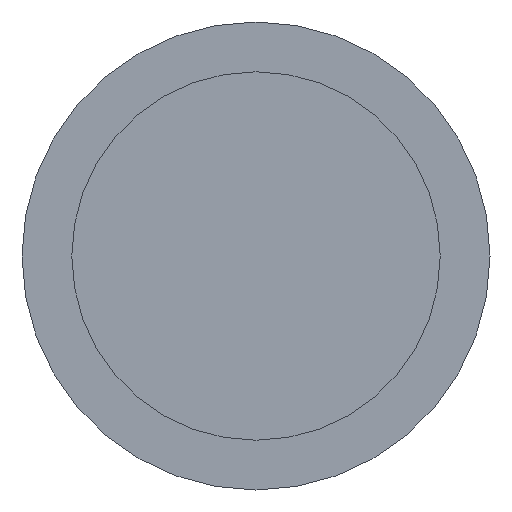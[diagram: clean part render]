
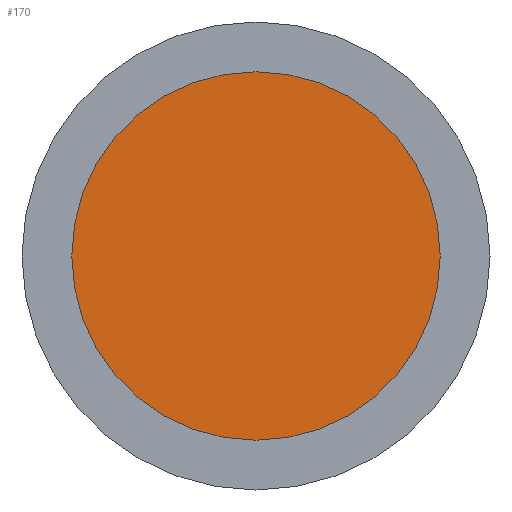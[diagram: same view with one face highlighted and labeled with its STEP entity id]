
A CAD part, left-side view. The second image highlights one B-rep face of the part: STEP entity #170.
In plain terms, the highlighted planar face has unit normal (-1, 0, 0).
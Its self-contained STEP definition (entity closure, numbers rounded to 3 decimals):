
#14 = DIRECTION ( 'NONE',  ( 1., 0., 0. ) ) ;
#30 = VERTEX_POINT ( 'NONE', #94 ) ;
#66 = PLANE ( 'NONE',  #329 ) ;
#78 = ORIENTED_EDGE ( 'NONE', *, *, #83, .F. ) ;
#83 = EDGE_CURVE ( 'NONE', #158, #30, #205, .T. ) ;
#87 = ORIENTED_EDGE ( 'NONE', *, *, #309, .F. ) ;
#94 = CARTESIAN_POINT ( 'NONE',  ( -0.5, 0., 10. ) ) ;
#101 = FACE_OUTER_BOUND ( 'NONE', #136, .T. ) ;
#108 = CARTESIAN_POINT ( 'NONE',  ( -0.5, 0., 0. ) ) ;
#118 = DIRECTION ( 'NONE',  ( 0., 0., -1. ) ) ;
#124 = DIRECTION ( 'NONE',  ( 1., 0., 0. ) ) ;
#136 = EDGE_LOOP ( 'NONE', ( #87, #78 ) ) ;
#145 = CARTESIAN_POINT ( 'NONE',  ( -0.5, 10., 0. ) ) ;
#154 = DIRECTION ( 'NONE',  ( 0., 0., -1. ) ) ;
#158 = VERTEX_POINT ( 'NONE', #254 ) ;
#170 = ADVANCED_FACE ( 'NONE', ( #101 ), #66, .F. ) ;
#205 = CIRCLE ( 'NONE', #284, 10. ) ;
#213 = CARTESIAN_POINT ( 'NONE',  ( -0.5, 0., 0. ) ) ;
#254 = CARTESIAN_POINT ( 'NONE',  ( -0.5, 0., -10. ) ) ;
#257 = AXIS2_PLACEMENT_3D ( 'NONE', #108, #312, #154 ) ;
#279 = DIRECTION ( 'NONE',  ( 0., 0., -1. ) ) ;
#284 = AXIS2_PLACEMENT_3D ( 'NONE', #213, #14, #118 ) ;
#309 = EDGE_CURVE ( 'NONE', #30, #158, #335, .T. ) ;
#312 = DIRECTION ( 'NONE',  ( 1., 0., 0. ) ) ;
#329 = AXIS2_PLACEMENT_3D ( 'NONE', #145, #124, #279 ) ;
#335 = CIRCLE ( 'NONE', #257, 10. ) ;
